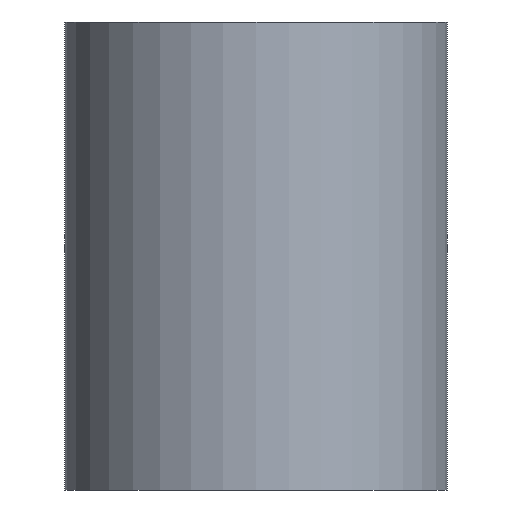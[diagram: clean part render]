
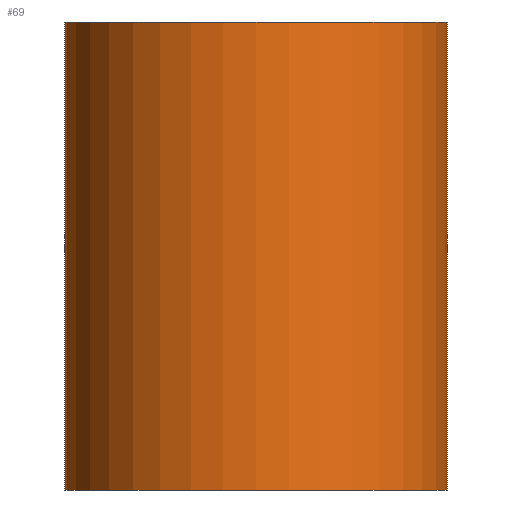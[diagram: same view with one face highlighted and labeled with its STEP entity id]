
A CAD part, front view. The second image highlights one B-rep face of the part: STEP entity #69.
In plain terms, the highlighted cylindrical face has radius 2.25 mm (diameter 4.5 mm), a full revolution.
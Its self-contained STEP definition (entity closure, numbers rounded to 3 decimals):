
#25=FACE_OUTER_BOUND('',#29,.T.);
#29=EDGE_LOOP('',(#58,#59,#60,#61));
#35=LINE('',#140,#37);
#37=VECTOR('',#118,2.25);
#40=CIRCLE('',#99,2.25);
#41=CIRCLE('',#100,2.25);
#46=VERTEX_POINT('',#137);
#47=VERTEX_POINT('',#139);
#51=EDGE_CURVE('',#46,#46,#40,.T.);
#52=EDGE_CURVE('',#46,#47,#35,.T.);
#53=EDGE_CURVE('',#47,#47,#41,.T.);
#58=ORIENTED_EDGE('',*,*,#51,.F.);
#59=ORIENTED_EDGE('',*,*,#52,.T.);
#60=ORIENTED_EDGE('',*,*,#53,.T.);
#61=ORIENTED_EDGE('',*,*,#52,.F.);
#67=CYLINDRICAL_SURFACE('',#98,2.25);
#69=ADVANCED_FACE('',(#25),#67,.T.);
#98=AXIS2_PLACEMENT_3D('',#136,#114,#115);
#99=AXIS2_PLACEMENT_3D('',#138,#116,#117);
#100=AXIS2_PLACEMENT_3D('',#141,#119,#120);
#114=DIRECTION('center_axis',(0.,0.,1.));
#115=DIRECTION('ref_axis',(1.,0.,0.));
#116=DIRECTION('center_axis',(0.,0.,1.));
#117=DIRECTION('ref_axis',(1.,0.,0.));
#118=DIRECTION('',(0.,0.,-1.));
#119=DIRECTION('center_axis',(0.,0.,1.));
#120=DIRECTION('ref_axis',(1.,0.,0.));
#136=CARTESIAN_POINT('Origin',(0.,0.,0.));
#137=CARTESIAN_POINT('',(-2.25,0.,5.5));
#138=CARTESIAN_POINT('Origin',(0.,0.,5.5));
#139=CARTESIAN_POINT('',(-2.25,0.,0.));
#140=CARTESIAN_POINT('',(-2.25,0.,0.));
#141=CARTESIAN_POINT('Origin',(0.,0.,0.));
